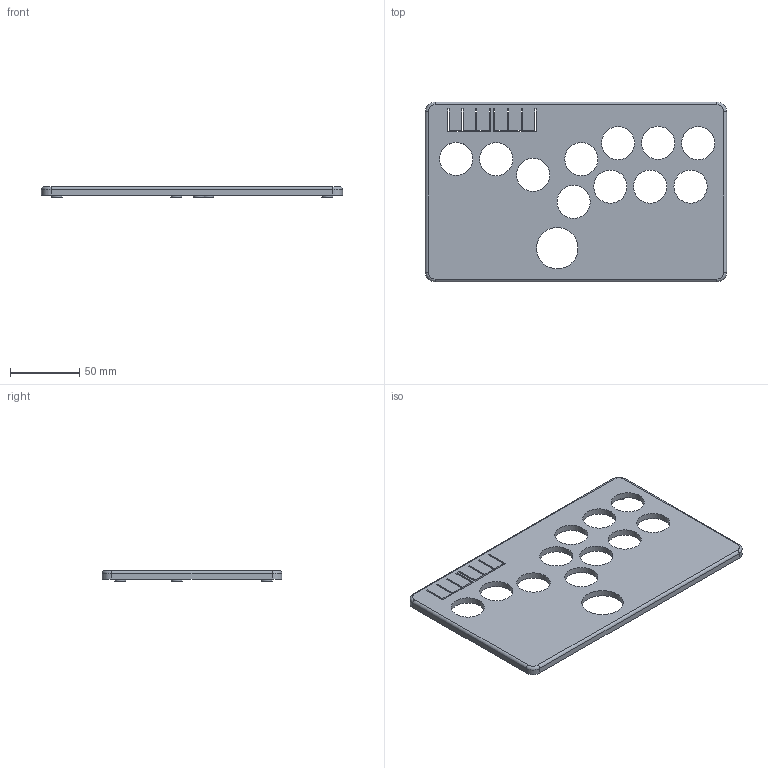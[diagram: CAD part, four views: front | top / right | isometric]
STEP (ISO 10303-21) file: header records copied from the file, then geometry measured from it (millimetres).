
FILE_DESCRIPTION(/* description */ (''),/* implementation_level */ '2;1');
FILE_NAME(/* name */ 'top_case.step',/* time_stamp */ '2023-02-11T15:38:56-07:00',/* author */ (''),/* organization */ (''),/* preprocessor_version */ 'ST-DEVELOPER v19.2',/* originating_system */ 'Autodesk Translation Framework v11.17.0.187',/* authorisation */ '');
FILE_SCHEMA (('AUTOMOTIVE_DESIGN { 1 0 10303 214 3 1 1 }'));
Length unit declared in the file: millimetre
Products named in the file (1): bridget
Bounding box: 218 x 130.1 x 7.7 mm (x, y, z)
Volume: 98419.8 mm3; surface area: 56218.7 mm2
Topology: 1 solids, 1 shells, 166 faces, 397 edges, 262 vertices
Faces by surface type: plane 94, cylinder 68, torus 4
Full cylindrical faces by diameter (mm): 3.1 x7, 4 x7, 8 x7, 10 x7, 24 x11, 30 x1
Entity records: 4922 total; most frequent: DIRECTION 871, CARTESIAN_POINT 826, ORIENTED_EDGE 794, EDGE_CURVE 397, AXIS2_PLACEMENT_3D 307, VERTEX_POINT 262, LINE 257, VECTOR 257
